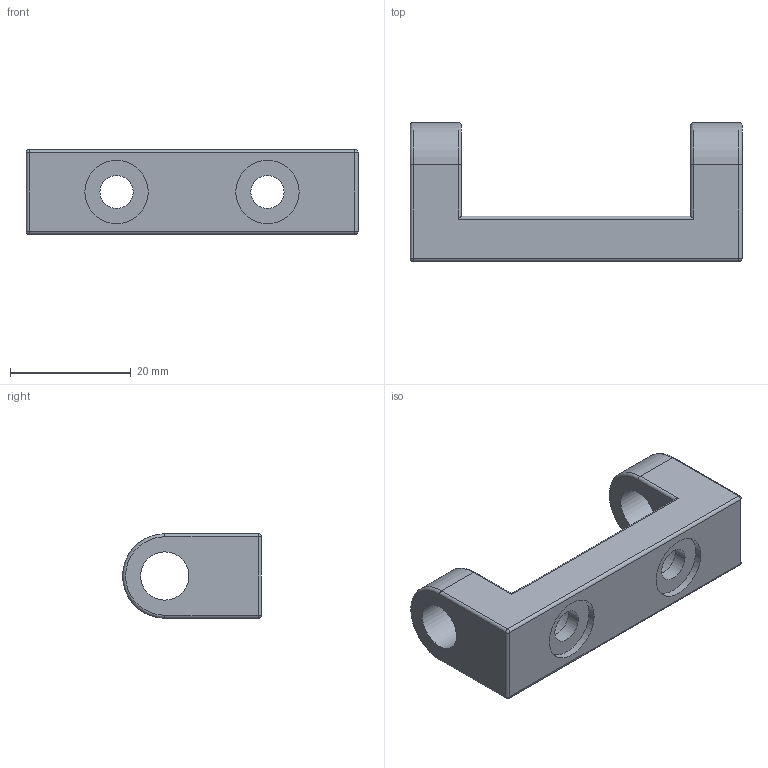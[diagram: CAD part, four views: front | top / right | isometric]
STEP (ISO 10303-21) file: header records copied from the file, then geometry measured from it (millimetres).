
FILE_DESCRIPTION(/* description */ ('SEMICERNIERA FISSA C.2108 ALL.ANOD.ARG.'),/* implementation_level */ '2;1');
FILE_NAME(/* name */ 'CCRAA0000012.stp',/* time_stamp */ '2018-11-08T17:54:37+01:00',/* author */ ('fzagni'),/* organization */ (''),/* preprocessor_version */ 'ST-DEVELOPER v16.1',/* originating_system */ 'Autodesk Inventor 2016',/* authorisation */ '');
FILE_SCHEMA (('AUTOMOTIVE_DESIGN { 1 0 10303 214 3 1 1 }'));
Length unit declared in the file: millimetre
Products named in the file (1): XC40301
Bounding box: 55 x 23 x 14 mm (x, y, z)
Volume: 7285.2 mm3; surface area: 4238.8 mm2
Topology: 1 solids, 1 shells, 44 faces, 93 edges, 55 vertices
Faces by surface type: cylinder 24, plane 12, torus 4, sphere 4
Full cylindrical faces by diameter (mm): 5.5 x2, 8 x2, 10 x2, 10.5 x2
Entity records: 1150 total; most frequent: DIRECTION 220, CARTESIAN_POINT 179, ORIENTED_EDGE 164, AXIS2_PLACEMENT_3D 93, EDGE_CURVE 82, EDGE_LOOP 64, VERTEX_POINT 52, FACE_OUTER_BOUND 44
